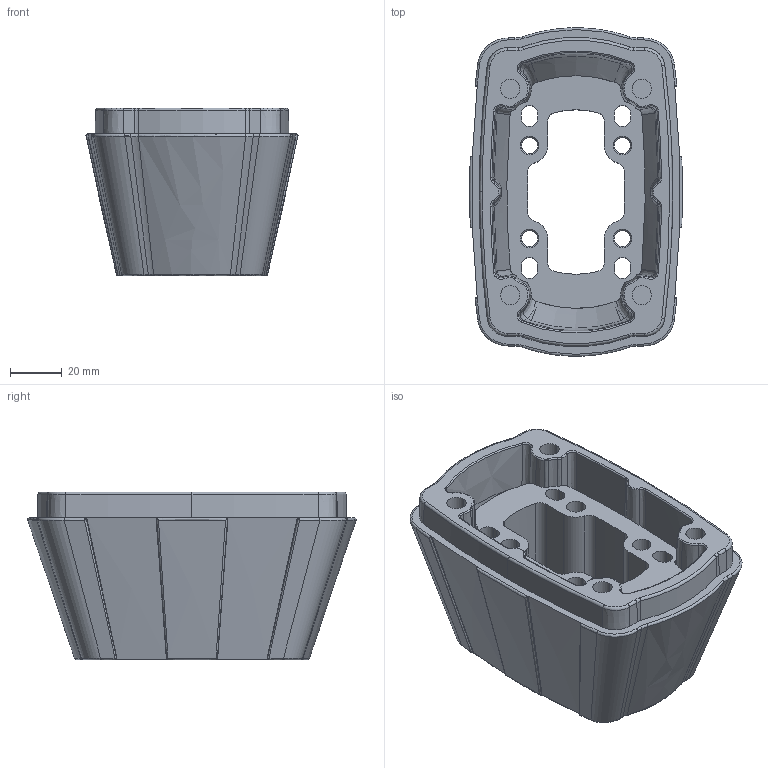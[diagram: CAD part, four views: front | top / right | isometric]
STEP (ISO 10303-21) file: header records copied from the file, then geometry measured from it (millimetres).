
FILE_DESCRIPTION (( 'STEP AP203' ), '1' );
FILE_NAME ('TK120.820.STEP', '2016-05-06T13:48:57', ( '' ), ( '' ), 'SwSTEP 2.0', 'SolidWorks 2013', '' );
FILE_SCHEMA (( 'CONFIG_CONTROL_DESIGN' ));
Length unit declared in the file: millimetre
Products named in the file (1): TK120.820
Bounding box: 82.31 x 127.33 x 65 mm (x, y, z)
Volume: 234363.3 mm3; surface area: 75792.6 mm2
Topology: 1 solids, 1 shells, 620 faces, 1477 edges, 866 vertices
Faces by surface type: bspline 266, cylinder 136, cone 79, plane 70, torus 69
Entity records: 30607 total; most frequent: CARTESIAN_POINT 18248, ORIENTED_EDGE 2944, DIRECTION 2089, EDGE_CURVE 1472, VERTEX_POINT 866, AXIS2_PLACEMENT_3D 863, EDGE_LOOP 650, ADVANCED_FACE 620
